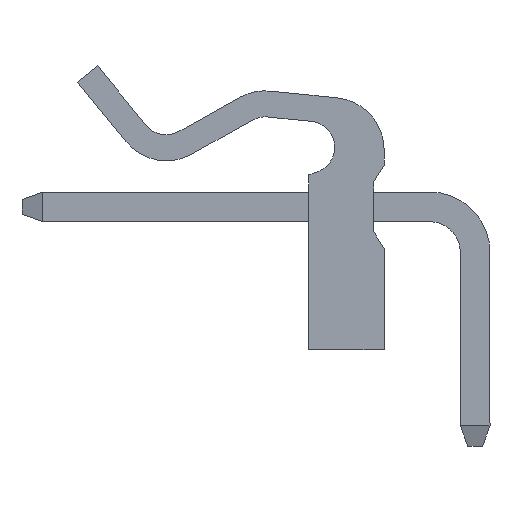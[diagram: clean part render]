
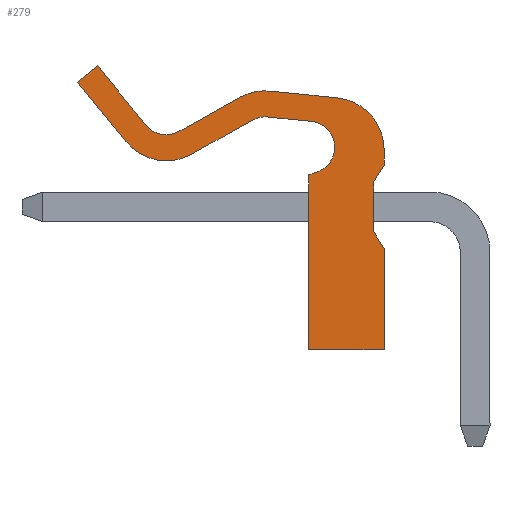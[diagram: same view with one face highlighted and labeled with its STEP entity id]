
A CAD part, left-side view. The second image highlights one B-rep face of the part: STEP entity #279.
In plain terms, the highlighted planar face has unit normal (-1, 0, 0).
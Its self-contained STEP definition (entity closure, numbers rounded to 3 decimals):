
#279=ADVANCED_FACE('',(#666),#668,.T.);
#666=FACE_BOUND('',#667,.T.);
#667=EDGE_LOOP('',(#979,#980,#981,#982,#983,#984,#985,#986,#987,#988,#989,#990,#991,
#992,#993,#994,#995,#996,#997,#998,#999));
#668=PLANE('',#669);
#669=AXIS2_PLACEMENT_3D('',#670,#671,#672);
#670=CARTESIAN_POINT('',(-1.98,0.,0.));
#671=DIRECTION('',(-1.,0.,0.));
#672=DIRECTION('',(0.,0.,-1.));
#979=ORIENTED_EDGE('',*,*,#1190,.T.);
#980=ORIENTED_EDGE('',*,*,#1191,.T.);
#981=ORIENTED_EDGE('',*,*,#1192,.T.);
#982=ORIENTED_EDGE('',*,*,#1193,.T.);
#983=ORIENTED_EDGE('',*,*,#1194,.T.);
#984=ORIENTED_EDGE('',*,*,#1195,.T.);
#985=ORIENTED_EDGE('',*,*,#1196,.T.);
#986=ORIENTED_EDGE('',*,*,#1197,.T.);
#987=ORIENTED_EDGE('',*,*,#1198,.T.);
#988=ORIENTED_EDGE('',*,*,#1199,.T.);
#989=ORIENTED_EDGE('',*,*,#1200,.T.);
#990=ORIENTED_EDGE('',*,*,#1201,.T.);
#991=ORIENTED_EDGE('',*,*,#1202,.T.);
#992=ORIENTED_EDGE('',*,*,#1203,.T.);
#993=ORIENTED_EDGE('',*,*,#1165,.T.);
#994=ORIENTED_EDGE('',*,*,#1160,.T.);
#995=ORIENTED_EDGE('',*,*,#1152,.T.);
#996=ORIENTED_EDGE('',*,*,#1189,.T.);
#997=ORIENTED_EDGE('',*,*,#1204,.T.);
#998=ORIENTED_EDGE('',*,*,#1205,.T.);
#999=ORIENTED_EDGE('',*,*,#1206,.T.);
#1152=EDGE_CURVE('',#1272,#1270,#1273,.T.);
#1160=EDGE_CURVE('',#1286,#1272,#1287,.T.);
#1165=EDGE_CURVE('',#1294,#1286,#1295,.T.);
#1189=EDGE_CURVE('',#1270,#1336,#1338,.T.);
#1190=EDGE_CURVE('',#1339,#1340,#1341,.T.);
#1191=EDGE_CURVE('',#1340,#1342,#1343,.T.);
#1192=EDGE_CURVE('',#1342,#1344,#1345,.T.);
#1193=EDGE_CURVE('',#1344,#1346,#1347,.T.);
#1194=EDGE_CURVE('',#1346,#1348,#1349,.T.);
#1195=EDGE_CURVE('',#1348,#1350,#1351,.T.);
#1196=EDGE_CURVE('',#1350,#1352,#1353,.T.);
#1197=EDGE_CURVE('',#1352,#1354,#1355,.T.);
#1198=EDGE_CURVE('',#1354,#1356,#1357,.T.);
#1199=EDGE_CURVE('',#1356,#1358,#1359,.T.);
#1200=EDGE_CURVE('',#1358,#1360,#1361,.T.);
#1201=EDGE_CURVE('',#1360,#1362,#1363,.T.);
#1202=EDGE_CURVE('',#1362,#1364,#1365,.T.);
#1203=EDGE_CURVE('',#1364,#1294,#1366,.T.);
#1204=EDGE_CURVE('',#1336,#1367,#1368,.T.);
#1205=EDGE_CURVE('',#1367,#1369,#1370,.T.);
#1206=EDGE_CURVE('',#1369,#1339,#1371,.T.);
#1270=VERTEX_POINT('',#1465);
#1272=VERTEX_POINT('',#1469);
#1273=LINE('',#1470,#1471);
#1286=VERTEX_POINT('',#1499);
#1287=LINE('',#1500,#1501);
#1294=VERTEX_POINT('',#1517);
#1295=LINE('',#1518,#1519);
#1336=VERTEX_POINT('',#1611);
#1338=LINE('',#1615,#1616);
#1339=VERTEX_POINT('',#1618);
#1340=VERTEX_POINT('',#1619);
#1341=CIRCLE('',#1620,2.);
#1342=VERTEX_POINT('',#1624);
#1343=LINE('',#1625,#1626);
#1344=VERTEX_POINT('',#1628);
#1345=CIRCLE('',#1629,2.);
#1346=VERTEX_POINT('',#1633);
#1347=LINE('',#1634,#1635);
#1348=VERTEX_POINT('',#1637);
#1349=CIRCLE('',#1638,1.);
#1350=VERTEX_POINT('',#1642);
#1351=LINE('',#1643,#1644);
#1352=VERTEX_POINT('',#1646);
#1353=LINE('',#1647,#1648);
#1354=VERTEX_POINT('',#1650);
#1355=LINE('',#1651,#1652);
#1356=VERTEX_POINT('',#1654);
#1357=CIRCLE('',#1655,2.);
#1358=VERTEX_POINT('',#1659);
#1359=LINE('',#1660,#1661);
#1360=VERTEX_POINT('',#1663);
#1361=CIRCLE('',#1664,1.);
#1362=VERTEX_POINT('',#1668);
#1363=LINE('',#1669,#1670);
#1364=VERTEX_POINT('',#1672);
#1365=CIRCLE('',#1673,1.);
#1366=LINE('',#1677,#1678);
#1367=VERTEX_POINT('',#1680);
#1368=LINE('',#1681,#1682);
#1369=VERTEX_POINT('',#1684);
#1370=LINE('',#1685,#1686);
#1371=LINE('',#1688,#1689);
#1465=CARTESIAN_POINT('',(-1.98,3.5,3.9));
#1469=CARTESIAN_POINT('',(-1.98,3.5,0.));
#1470=CARTESIAN_POINT('',(-1.98,3.5,0.));
#1471=VECTOR('',#1472,1.);
#1472=DIRECTION('',(0.,0.,1.));
#1499=CARTESIAN_POINT('',(-1.98,6.4,0.));
#1500=CARTESIAN_POINT('',(-1.98,6.4,0.));
#1501=VECTOR('',#1502,1.);
#1502=DIRECTION('',(0.,-1.,0.));
#1517=CARTESIAN_POINT('',(-1.98,6.4,6.727));
#1518=CARTESIAN_POINT('',(-1.98,6.4,6.727));
#1519=VECTOR('',#1520,1.);
#1520=DIRECTION('',(0.,0.,-1.));
#1611=CARTESIAN_POINT('',(-1.98,3.9,4.54));
#1615=CARTESIAN_POINT('',(-1.98,3.5,3.9));
#1616=VECTOR('',#1617,1.);
#1617=DIRECTION('',(0.,0.53,0.848));
#1618=CARTESIAN_POINT('',(-1.98,3.5,7.7));
#1619=CARTESIAN_POINT('',(-1.98,5.299,9.69));
#1620=AXIS2_PLACEMENT_3D('',#1621,#1622,#1623);
#1621=CARTESIAN_POINT('',(-1.98,5.5,7.7));
#1622=DIRECTION('',(-1.,-0.,-0.));
#1623=DIRECTION('',(0.,-1.,0.));
#1624=CARTESIAN_POINT('',(-1.98,7.871,9.95));
#1625=CARTESIAN_POINT('',(-1.98,5.299,9.69));
#1626=VECTOR('',#1627,1.);
#1627=DIRECTION('',(0.,0.995,0.101));
#1628=CARTESIAN_POINT('',(-1.98,9.049,9.705));
#1629=AXIS2_PLACEMENT_3D('',#1630,#1631,#1632);
#1630=CARTESIAN_POINT('',(-1.98,8.072,7.96));
#1631=DIRECTION('',(-1.,-0.,-0.));
#1632=DIRECTION('',(0.,-0.101,0.995));
#1633=CARTESIAN_POINT('',(-1.98,11.386,8.397));
#1634=CARTESIAN_POINT('',(-1.98,9.049,9.705));
#1635=VECTOR('',#1636,1.);
#1636=DIRECTION('',(0.,0.873,-0.488));
#1637=CARTESIAN_POINT('',(-1.98,12.649,8.638));
#1638=AXIS2_PLACEMENT_3D('',#1639,#1640,#1641);
#1639=CARTESIAN_POINT('',(-1.98,11.874,9.27));
#1640=DIRECTION('',(1.,0.,0.));
#1641=DIRECTION('',(0.,-0.488,-0.873));
#1642=CARTESIAN_POINT('',(-1.98,14.515,10.922));
#1643=CARTESIAN_POINT('',(-1.98,12.649,8.638));
#1644=VECTOR('',#1645,1.);
#1645=DIRECTION('',(0.,0.632,0.775));
#1646=CARTESIAN_POINT('',(-1.98,15.289,10.29));
#1647=CARTESIAN_POINT('',(-1.98,14.515,10.922));
#1648=VECTOR('',#1649,1.);
#1649=DIRECTION('',(0.,0.775,-0.632));
#1650=CARTESIAN_POINT('',(-1.98,13.424,8.005));
#1651=CARTESIAN_POINT('',(-1.98,15.289,10.29));
#1652=VECTOR('',#1653,1.);
#1653=DIRECTION('',(0.,-0.632,-0.775));
#1654=CARTESIAN_POINT('',(-1.98,10.898,7.525));
#1655=AXIS2_PLACEMENT_3D('',#1656,#1657,#1658);
#1656=CARTESIAN_POINT('',(-1.98,11.874,9.27));
#1657=DIRECTION('',(-1.,-0.,-0.));
#1658=DIRECTION('',(0.,0.775,-0.632));
#1659=CARTESIAN_POINT('',(-1.98,8.561,8.833));
#1660=CARTESIAN_POINT('',(-1.98,10.898,7.525));
#1661=VECTOR('',#1662,1.);
#1662=DIRECTION('',(0.,-0.873,0.488));
#1663=CARTESIAN_POINT('',(-1.98,7.972,8.955));
#1664=AXIS2_PLACEMENT_3D('',#1665,#1666,#1667);
#1665=CARTESIAN_POINT('',(-1.98,8.072,7.96));
#1666=DIRECTION('',(1.,0.,0.));
#1667=DIRECTION('',(0.,0.488,0.873));
#1668=CARTESIAN_POINT('',(-1.98,6.299,8.786));
#1669=CARTESIAN_POINT('',(-1.98,7.972,8.955));
#1670=VECTOR('',#1671,1.);
#1671=DIRECTION('',(0.,-0.995,-0.101));
#1672=CARTESIAN_POINT('',(-1.98,6.058,6.851));
#1673=AXIS2_PLACEMENT_3D('',#1674,#1675,#1676);
#1674=CARTESIAN_POINT('',(-1.98,6.4,7.791));
#1675=DIRECTION('',(1.,0.,0.));
#1676=DIRECTION('',(0.,-0.101,0.995));
#1677=CARTESIAN_POINT('',(-1.98,6.058,6.851));
#1678=VECTOR('',#1679,1.);
#1679=DIRECTION('',(0.,0.94,-0.342));
#1680=CARTESIAN_POINT('',(-1.98,3.9,6.46));
#1681=CARTESIAN_POINT('',(-1.98,3.9,4.54));
#1682=VECTOR('',#1683,1.);
#1683=DIRECTION('',(0.,0.,1.));
#1684=CARTESIAN_POINT('',(-1.98,3.5,7.1));
#1685=CARTESIAN_POINT('',(-1.98,3.9,6.46));
#1686=VECTOR('',#1687,1.);
#1687=DIRECTION('',(0.,-0.53,0.848));
#1688=CARTESIAN_POINT('',(-1.98,3.5,7.1));
#1689=VECTOR('',#1690,1.);
#1690=DIRECTION('',(0.,0.,1.));
